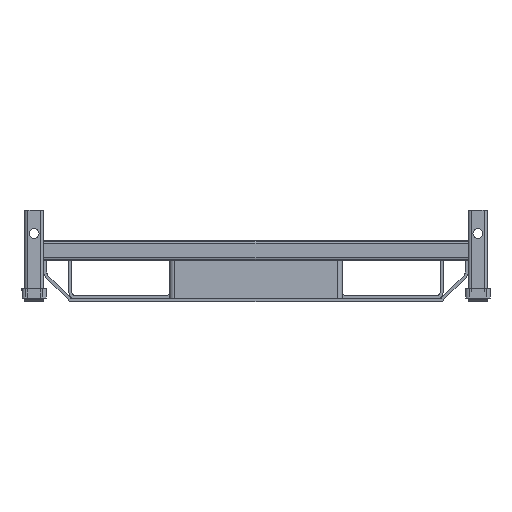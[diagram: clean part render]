
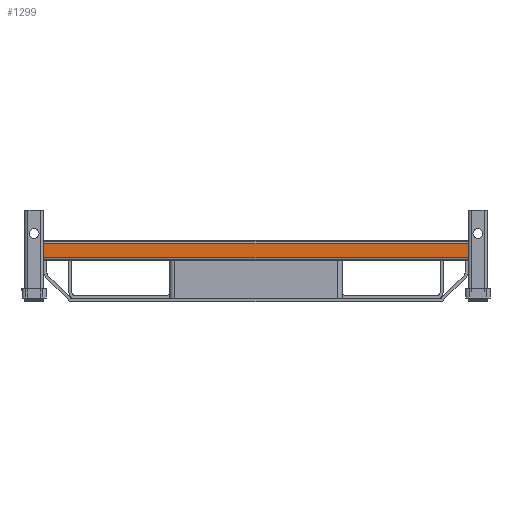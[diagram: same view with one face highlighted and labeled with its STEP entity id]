
A CAD part, left-side view. The second image highlights one B-rep face of the part: STEP entity #1299.
In plain terms, the highlighted planar face has unit normal (-1, 0, 0).
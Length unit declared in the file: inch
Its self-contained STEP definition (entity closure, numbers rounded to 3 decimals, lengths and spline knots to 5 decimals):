
#1104=FACE_OUTER_BOUND('',#1682,.T.);
#1299=ADVANCED_FACE('',(#1104),#1513,.T.);
#1513=PLANE('',#4972);
#1682=EDGE_LOOP('',(#2105,#2106,#2107,#2108));
#2105=ORIENTED_EDGE('',*,*,#3605,.F.);
#2106=ORIENTED_EDGE('',*,*,#3620,.T.);
#2107=ORIENTED_EDGE('',*,*,#3621,.T.);
#2108=ORIENTED_EDGE('',*,*,#3622,.T.);
#3225=VERTEX_POINT('',#6623);
#3226=VERTEX_POINT('',#6625);
#3239=VERTEX_POINT('',#6655);
#3240=VERTEX_POINT('',#6657);
#3605=EDGE_CURVE('',#3225,#3226,#4171,.T.);
#3620=EDGE_CURVE('',#3225,#3239,#4180,.T.);
#3621=EDGE_CURVE('',#3239,#3240,#4181,.T.);
#3622=EDGE_CURVE('',#3240,#3226,#4182,.T.);
#4171=LINE('',#6624,#4567);
#4180=LINE('',#6654,#4576);
#4181=LINE('',#6656,#4577);
#4182=LINE('',#6658,#4578);
#4567=VECTOR('',#5388,1.);
#4576=VECTOR('',#5413,1.);
#4577=VECTOR('',#5414,1.);
#4578=VECTOR('',#5415,1.);
#4972=AXIS2_PLACEMENT_3D('',#6659,#5416,#5417);
#5388=DIRECTION('',(0.,0.,1.));
#5413=DIRECTION('',(0.,-1.,0.));
#5414=DIRECTION('',(0.,0.,1.));
#5415=DIRECTION('',(0.,1.,0.));
#5416=DIRECTION('',(-1.,0.,0.));
#5417=DIRECTION('',(0.,0.,1.));
#6623=CARTESIAN_POINT('',(-2.,46.,0.24));
#6624=CARTESIAN_POINT('',(-2.,46.,0.));
#6625=CARTESIAN_POINT('',(-2.,46.,1.76));
#6654=CARTESIAN_POINT('',(-2.,24.25,0.24));
#6655=CARTESIAN_POINT('',(-2.,2.5,0.24));
#6656=CARTESIAN_POINT('',(-2.,2.5,0.));
#6657=CARTESIAN_POINT('',(-2.,2.5,1.76));
#6658=CARTESIAN_POINT('',(-2.,24.25,1.76));
#6659=CARTESIAN_POINT('',(-2.,24.25,0.));
